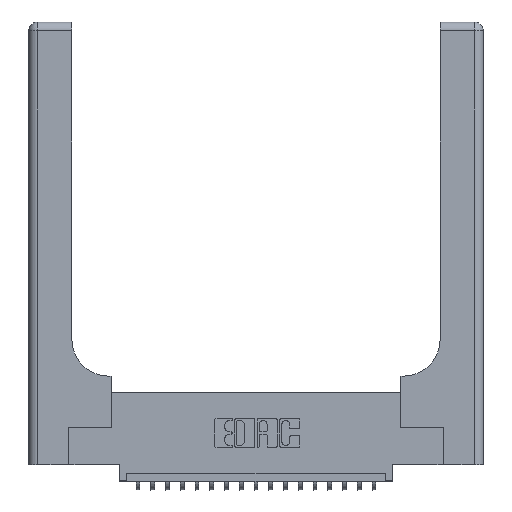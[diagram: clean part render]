
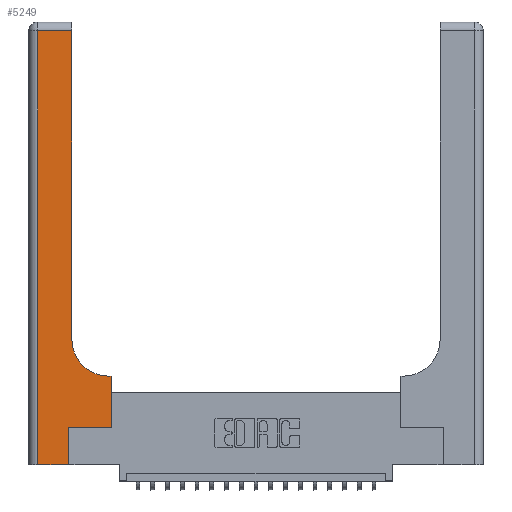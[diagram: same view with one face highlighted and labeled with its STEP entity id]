
A CAD part, top view. The second image highlights one B-rep face of the part: STEP entity #5249.
In plain terms, the highlighted planar face has unit normal (0, 0, 1).
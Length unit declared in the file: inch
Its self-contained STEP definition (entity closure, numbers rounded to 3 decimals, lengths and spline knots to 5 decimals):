
#12 = VECTOR ( 'NONE', #12754, 39.37008 ) ;
#75 = EDGE_CURVE ( 'NONE', #14580, #20432, #2023, .T. ) ;
#537 = EDGE_CURVE ( 'NONE', #9152, #4547, #1496, .T. ) ;
#1024 = EDGE_CURVE ( 'NONE', #8269, #10156, #3540, .T. ) ;
#1062 = CARTESIAN_POINT ( 'NONE',  ( 0.269, 0., 0.37 ) ) ;
#1370 = DIRECTION ( 'NONE',  ( 0., 0., -1. ) ) ;
#1496 = LINE ( 'NONE', #1062, #18659 ) ;
#2023 = LINE ( 'NONE', #7303, #5936 ) ;
#2236 = VECTOR ( 'NONE', #13949, 39.37008 ) ;
#2512 = CARTESIAN_POINT ( 'NONE',  ( 0.5585, 0.6, 0.37 ) ) ;
#2546 = ORIENTED_EDGE ( 'NONE', *, *, #16485, .T. ) ;
#2685 = DIRECTION ( 'NONE',  ( 0., -1., 0. ) ) ;
#3273 = ORIENTED_EDGE ( 'NONE', *, *, #537, .T. ) ;
#3456 = LINE ( 'NONE', #19560, #10465 ) ;
#3496 = CARTESIAN_POINT ( 'NONE',  ( 0.5585, 0.25, 0.37 ) ) ;
#3540 = LINE ( 'NONE', #7153, #2236 ) ;
#3551 = EDGE_CURVE ( 'NONE', #4547, #14580, #11826, .T. ) ;
#3964 = VERTEX_POINT ( 'NONE', #18597 ) ;
#4416 = DIRECTION ( 'NONE',  ( -1., 0., 0. ) ) ;
#4500 = CARTESIAN_POINT ( 'NONE',  ( 0.2915, 0.6, 0.37 ) ) ;
#4547 = VERTEX_POINT ( 'NONE', #6139 ) ;
#5152 = VERTEX_POINT ( 'NONE', #5865 ) ;
#5249 = ADVANCED_FACE ( 'NONE', ( #7941 ), #11113, .F. ) ;
#5342 = DIRECTION ( 'NONE',  ( -1., 0., 0. ) ) ;
#5865 = CARTESIAN_POINT ( 'NONE',  ( 0.5415, 0.6, 0.37 ) ) ;
#5936 = VECTOR ( 'NONE', #14450, 39.37008 ) ;
#6139 = CARTESIAN_POINT ( 'NONE',  ( 0.269, 0.25, 0.37 ) ) ;
#6270 = LINE ( 'NONE', #4500, #12 ) ;
#6311 = CARTESIAN_POINT ( 'NONE',  ( 0.5415, 0.85, 0.37 ) ) ;
#6558 = VECTOR ( 'NONE', #5342, 39.37008 ) ;
#6873 = ORIENTED_EDGE ( 'NONE', *, *, #1024, .T. ) ;
#7153 = CARTESIAN_POINT ( 'NONE',  ( 0.2915, 3., 0.37 ) ) ;
#7303 = CARTESIAN_POINT ( 'NONE',  ( 0.5585, 0.25, 0.37 ) ) ;
#7624 = CARTESIAN_POINT ( 'NONE',  ( 0., 3., 0.37 ) ) ;
#7872 = ORIENTED_EDGE ( 'NONE', *, *, #75, .T. ) ;
#7882 = VERTEX_POINT ( 'NONE', #17744 ) ;
#7941 = FACE_OUTER_BOUND ( 'NONE', #13618, .T. ) ;
#8262 = ORIENTED_EDGE ( 'NONE', *, *, #8324, .T. ) ;
#8269 = VERTEX_POINT ( 'NONE', #18244 ) ;
#8324 = EDGE_CURVE ( 'NONE', #5152, #8269, #13322, .T. ) ;
#8861 = ORIENTED_EDGE ( 'NONE', *, *, #15522, .T. ) ;
#9152 = VERTEX_POINT ( 'NONE', #19972 ) ;
#9232 = DIRECTION ( 'NONE',  ( 0., 1., 0. ) ) ;
#9704 = LINE ( 'NONE', #10229, #6558 ) ;
#9988 = CARTESIAN_POINT ( 'NONE',  ( 0.2915, 2.94, 0.37 ) ) ;
#10156 = VERTEX_POINT ( 'NONE', #9988 ) ;
#10229 = CARTESIAN_POINT ( 'NONE',  ( 0., 2.94, 0.37 ) ) ;
#10404 = DIRECTION ( 'NONE',  ( 1., 0., 0. ) ) ;
#10465 = VECTOR ( 'NONE', #2685, 39.37008 ) ;
#11113 = PLANE ( 'NONE',  #21270 ) ;
#11387 = ORIENTED_EDGE ( 'NONE', *, *, #14851, .T. ) ;
#11713 = DIRECTION ( 'NONE',  ( 1., 0., 0. ) ) ;
#11826 = LINE ( 'NONE', #14978, #13636 ) ;
#12543 = ORIENTED_EDGE ( 'NONE', *, *, #15693, .T. ) ;
#12754 = DIRECTION ( 'NONE',  ( -1., 0., 0. ) ) ;
#13322 = CIRCLE ( 'NONE', #13818, 0.25 ) ;
#13618 = EDGE_LOOP ( 'NONE', ( #6873, #12543, #8861, #11387, #3273, #19663, #7872, #2546, #8262 ) ) ;
#13636 = VECTOR ( 'NONE', #11713, 39.37008 ) ;
#13818 = AXIS2_PLACEMENT_3D ( 'NONE', #6311, #1370, #14687 ) ;
#13949 = DIRECTION ( 'NONE',  ( 0., 1., 0. ) ) ;
#14450 = DIRECTION ( 'NONE',  ( 0., 1., 0. ) ) ;
#14580 = VERTEX_POINT ( 'NONE', #3496 ) ;
#14687 = DIRECTION ( 'NONE',  ( 1., 0., 0. ) ) ;
#14851 = EDGE_CURVE ( 'NONE', #3964, #9152, #20649, .T. ) ;
#14978 = CARTESIAN_POINT ( 'NONE',  ( 0.269, 0.25, 0.37 ) ) ;
#15522 = EDGE_CURVE ( 'NONE', #7882, #3964, #3456, .T. ) ;
#15693 = EDGE_CURVE ( 'NONE', #10156, #7882, #9704, .T. ) ;
#16485 = EDGE_CURVE ( 'NONE', #20432, #5152, #6270, .T. ) ;
#17744 = CARTESIAN_POINT ( 'NONE',  ( 0.06, 2.94, 0.37 ) ) ;
#18244 = CARTESIAN_POINT ( 'NONE',  ( 0.2915, 0.85, 0.37 ) ) ;
#18597 = CARTESIAN_POINT ( 'NONE',  ( 0.06, 0., 0.37 ) ) ;
#18659 = VECTOR ( 'NONE', #9232, 39.37008 ) ;
#18893 = CARTESIAN_POINT ( 'NONE',  ( 0., 0., 0.37 ) ) ;
#19560 = CARTESIAN_POINT ( 'NONE',  ( 0.06, 3., 0.37 ) ) ;
#19663 = ORIENTED_EDGE ( 'NONE', *, *, #3551, .T. ) ;
#19972 = CARTESIAN_POINT ( 'NONE',  ( 0.269, 0., 0.37 ) ) ;
#20432 = VERTEX_POINT ( 'NONE', #2512 ) ;
#20649 = LINE ( 'NONE', #18893, #21164 ) ;
#20924 = DIRECTION ( 'NONE',  ( 0., 0., -1. ) ) ;
#21164 = VECTOR ( 'NONE', #10404, 39.37008 ) ;
#21270 = AXIS2_PLACEMENT_3D ( 'NONE', #7624, #20924, #4416 ) ;
